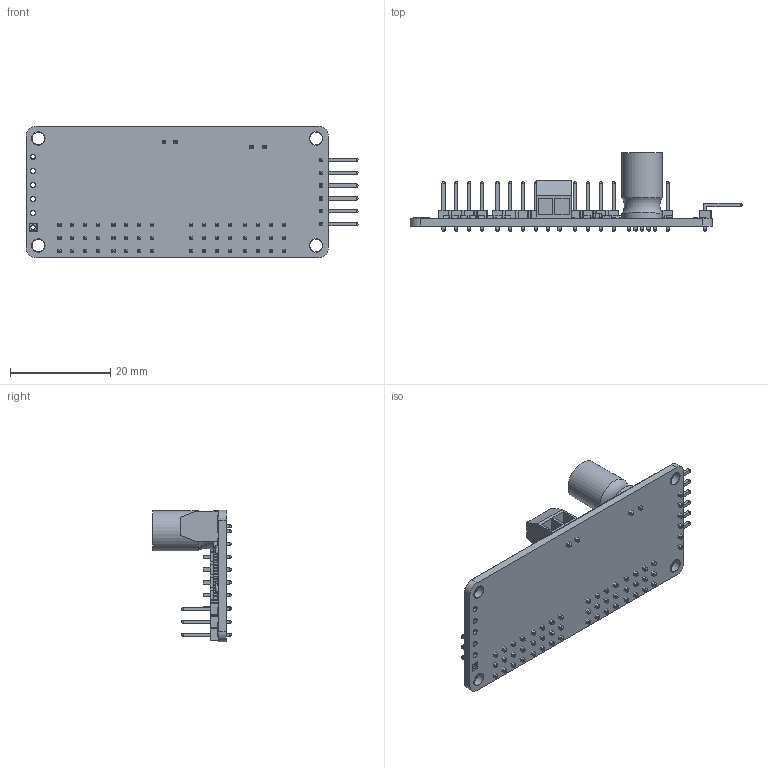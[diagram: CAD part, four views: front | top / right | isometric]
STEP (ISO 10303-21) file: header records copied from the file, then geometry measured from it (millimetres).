
FILE_DESCRIPTION(/* description */ (''),/* implementation_level */ '2;1');
FILE_NAME(/* name */ 'PCA9685 v18.step',/* time_stamp */ '2022-06-20T13:35:58+02:00',/* author */ (''),/* organization */ (''),/* preprocessor_version */ 'ST-DEVELOPER v19',/* originating_system */ 'Autodesk Translation Framework v11.7.0.108',/* authorisation */ '');
FILE_SCHEMA (('AUTOMOTIVE_DESIGN { 1 0 10303 214 3 1 1 }'));
Products named in the file (1): PCA9685
Bounding box: 66.09 x 15.6 x 26.2 mm (x, y, z)
Volume: 4111.2 mm3; surface area: 7819.1 mm2
Topology: 266 solids, 266 shells, 3042 faces, 6984 edges, 4464 vertices
Faces by surface type: plane 1940, cylinder 1074, torus 28
Full cylindrical faces by diameter (mm): 0.9 x7, 1 x1, 1.1 x10, 2.5 x4, 2.7 x8, 2.8 x4, 5 x2, 8 x2
Entity records: 84727 total; most frequent: DIRECTION 14686, CARTESIAN_POINT 14491, ORIENTED_EDGE 13968, EDGE_CURVE 6984, LINE 5368, VECTOR 5368, AXIS2_PLACEMENT_3D 4659, VERTEX_POINT 4464
